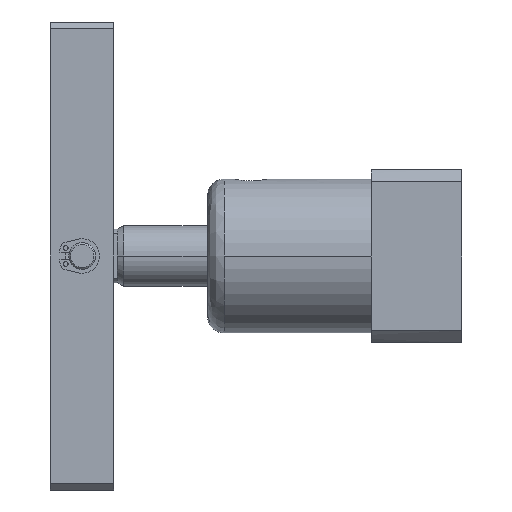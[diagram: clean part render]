
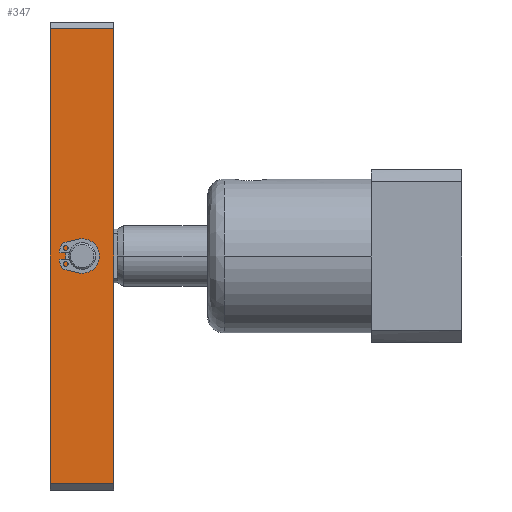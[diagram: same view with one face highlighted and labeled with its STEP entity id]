
A CAD part, left-side view. The second image highlights one B-rep face of the part: STEP entity #347.
In plain terms, the highlighted face is planar.
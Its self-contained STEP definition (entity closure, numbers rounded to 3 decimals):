
#195 = DIRECTION ( 'NONE',  ( -1., 0., 0. ) ) ;
#292 = CARTESIAN_POINT ( 'NONE',  ( 0., 19., -9.5 ) ) ;
#347 = ADVANCED_FACE ( 'NONE', ( #12601, #12763 ), #13128, .T. ) ;
#507 = DIRECTION ( 'NONE',  ( -1., 0., 0. ) ) ;
#541 = LINE ( 'NONE', #4355, #7104 ) ;
#591 = AXIS2_PLACEMENT_3D ( 'NONE', #10098, #9208, #507 ) ;
#1073 = ORIENTED_EDGE ( 'NONE', *, *, #5597, .F. ) ;
#1251 = DIRECTION ( 'NONE',  ( 0., 0., -1. ) ) ;
#1281 = VECTOR ( 'NONE', #4112, 1000. ) ;
#1310 = CARTESIAN_POINT ( 'NONE',  ( -68., 9.5, -9.5 ) ) ;
#1497 = CARTESIAN_POINT ( 'NONE',  ( -5., 9.5, -9.5 ) ) ;
#1601 = ORIENTED_EDGE ( 'NONE', *, *, #11159, .T. ) ;
#1951 = VECTOR ( 'NONE', #195, 1000. ) ;
#1974 = CARTESIAN_POINT ( 'NONE',  ( 68., 19., -9.5 ) ) ;
#2075 = CARTESIAN_POINT ( 'NONE',  ( 0., 0., -9.5 ) ) ;
#2120 = EDGE_LOOP ( 'NONE', ( #9828, #6720, #3949, #1073 ) ) ;
#2296 = CIRCLE ( 'NONE', #591, 5. ) ;
#2505 = CARTESIAN_POINT ( 'NONE',  ( 5., 9.5, -9.5 ) ) ;
#2666 = VERTEX_POINT ( 'NONE', #1497 ) ;
#3690 = VERTEX_POINT ( 'NONE', #1974 ) ;
#3759 = EDGE_LOOP ( 'NONE', ( #9044, #1601 ) ) ;
#3903 = VERTEX_POINT ( 'NONE', #2505 ) ;
#3949 = ORIENTED_EDGE ( 'NONE', *, *, #11060, .F. ) ;
#4112 = DIRECTION ( 'NONE',  ( -1., 0., 0. ) ) ;
#4355 = CARTESIAN_POINT ( 'NONE',  ( 68., 9.5, -9.5 ) ) ;
#4648 = CARTESIAN_POINT ( 'NONE',  ( 68., 0., -9.5 ) ) ;
#5597 = EDGE_CURVE ( 'NONE', #3690, #10988, #12209, .T. ) ;
#6720 = ORIENTED_EDGE ( 'NONE', *, *, #7435, .T. ) ;
#6978 = CARTESIAN_POINT ( 'NONE',  ( 68., 0., -9.5 ) ) ;
#7104 = VECTOR ( 'NONE', #11690, 1000. ) ;
#7435 = EDGE_CURVE ( 'NONE', #11919, #9306, #11682, .T. ) ;
#7934 = DIRECTION ( 'NONE',  ( -1., 0., 0. ) ) ;
#7981 = DIRECTION ( 'NONE',  ( 0., 0., 1. ) ) ;
#8127 = LINE ( 'NONE', #1310, #8660 ) ;
#8660 = VECTOR ( 'NONE', #10888, 1000. ) ;
#9044 = ORIENTED_EDGE ( 'NONE', *, *, #13586, .T. ) ;
#9208 = DIRECTION ( 'NONE',  ( 0., 0., 1. ) ) ;
#9306 = VERTEX_POINT ( 'NONE', #10876 ) ;
#9828 = ORIENTED_EDGE ( 'NONE', *, *, #12435, .F. ) ;
#10098 = CARTESIAN_POINT ( 'NONE',  ( 0., 9.5, -9.5 ) ) ;
#10752 = AXIS2_PLACEMENT_3D ( 'NONE', #12340, #7981, #7934 ) ;
#10876 = CARTESIAN_POINT ( 'NONE',  ( -68., 0., -9.5 ) ) ;
#10888 = DIRECTION ( 'NONE',  ( 0., -1., 0. ) ) ;
#10988 = VERTEX_POINT ( 'NONE', #13714 ) ;
#11060 = EDGE_CURVE ( 'NONE', #10988, #9306, #8127, .T. ) ;
#11079 = AXIS2_PLACEMENT_3D ( 'NONE', #4648, #1251, #13032 ) ;
#11159 = EDGE_CURVE ( 'NONE', #3903, #2666, #13497, .T. ) ;
#11682 = LINE ( 'NONE', #2075, #1281 ) ;
#11690 = DIRECTION ( 'NONE',  ( 0., 1., 0. ) ) ;
#11919 = VERTEX_POINT ( 'NONE', #6978 ) ;
#12209 = LINE ( 'NONE', #292, #1951 ) ;
#12340 = CARTESIAN_POINT ( 'NONE',  ( 0., 9.5, -9.5 ) ) ;
#12435 = EDGE_CURVE ( 'NONE', #11919, #3690, #541, .T. ) ;
#12601 = FACE_BOUND ( 'NONE', #3759, .T. ) ;
#12763 = FACE_OUTER_BOUND ( 'NONE', #2120, .T. ) ;
#13032 = DIRECTION ( 'NONE',  ( -1., 0., 0. ) ) ;
#13128 = PLANE ( 'NONE',  #11079 ) ;
#13497 = CIRCLE ( 'NONE', #10752, 5. ) ;
#13586 = EDGE_CURVE ( 'NONE', #2666, #3903, #2296, .T. ) ;
#13714 = CARTESIAN_POINT ( 'NONE',  ( -68., 19., -9.5 ) ) ;
